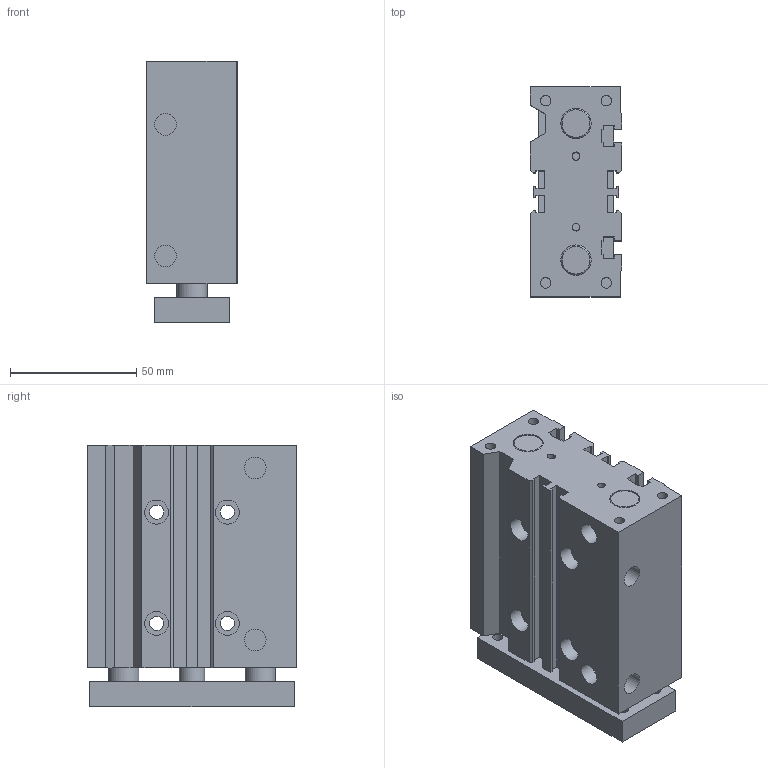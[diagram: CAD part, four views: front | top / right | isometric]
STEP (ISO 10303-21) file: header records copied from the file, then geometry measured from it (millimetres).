
FILE_DESCRIPTION((''),'2;1');
FILE_NAME('6100200050B.stp','2007-02-26T08:50:57',('valotma1'),(''),'Autodesk Inventor 11','Autodesk Inventor 11','');
FILE_SCHEMA(('AUTOMOTIVE_DESIGN { 1 0 10303 214 1 1 1 1 }'));
Length unit declared in the file: millimetre
Products named in the file (3): 6100200050B; CORPO Ø20 C50 B; PIASTRA Ø20 C50 B
Assembly tree (2 placements, depth 2):
  6100200050B
    CORPO Ø20 C50 B
    PIASTRA Ø20 C50 B
Bounding box: 36 x 83 x 103.5 mm (x, y, z)
Volume: 253857.9 mm3; surface area: 62647.7 mm2
Topology: 2 solids, 2 shells, 158 faces, 393 edges, 261 vertices
Faces by surface type: plane 95, bspline 52, cylinder 9, cone 2
Full cylindrical faces by diameter (mm): 10 x1, 12 x2
Entity records: 4932 total; most frequent: CARTESIAN_POINT 1329, ORIENTED_EDGE 702, DIRECTION 654, EDGE_CURVE 351, VECTOR 270, LINE 270, VERTEX_POINT 253, EDGE_LOOP 234
